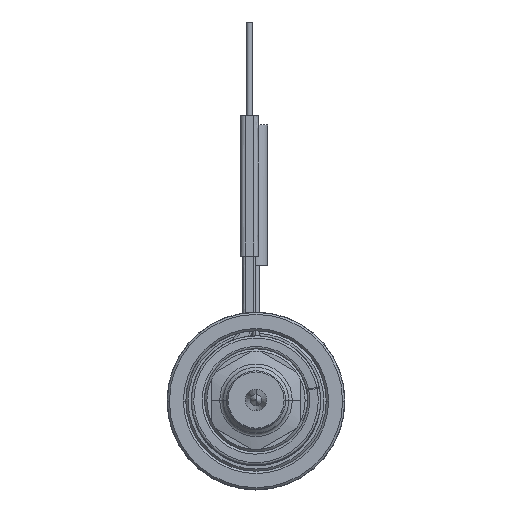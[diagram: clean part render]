
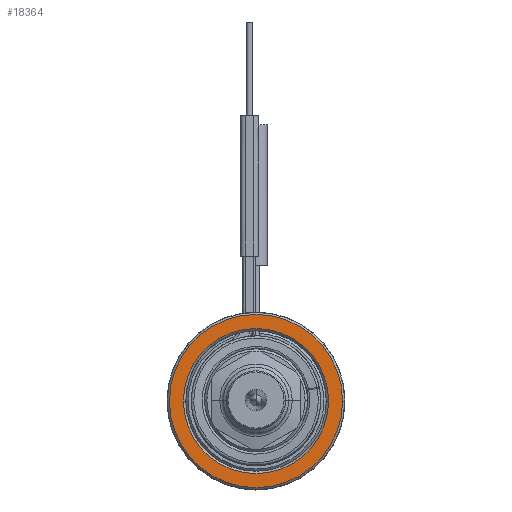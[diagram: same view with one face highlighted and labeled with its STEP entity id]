
A CAD part, top view. The second image highlights one B-rep face of the part: STEP entity #18364.
In plain terms, the highlighted planar face has unit normal (0, 0, 1).
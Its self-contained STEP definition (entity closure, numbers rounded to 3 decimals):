
#6981=CARTESIAN_POINT('',(0.,0.,
35.));
#6982=DIRECTION('',(0.,0.,-1.));
#6983=DIRECTION('',(-1.,0.,0.));
#6984=AXIS2_PLACEMENT_3D('',#6981,#6982,#6983);
#6995=CARTESIAN_POINT('',(0.,0.,
35.));
#6996=DIRECTION('',(0.,0.,-1.));
#6997=DIRECTION('',(1.,0.,0.));
#6998=AXIS2_PLACEMENT_3D('',#6995,#6996,#6997);
#7009=CARTESIAN_POINT('',(0.,0.,35.));
#7010=DIRECTION('',(0.,0.,-1.));
#7011=DIRECTION('',(1.,0.,0.));
#7012=AXIS2_PLACEMENT_3D('',#7009,#7010,#7011);
#7023=CARTESIAN_POINT('',(0.,0.,
35.));
#7024=DIRECTION('',(0.,0.,-1.));
#7025=DIRECTION('',(-1.,0.,0.));
#7026=AXIS2_PLACEMENT_3D('',#7023,#7024,#7025);
#7211=CARTESIAN_POINT('',(18.5,0.,35.));
#7212=CARTESIAN_POINT('',(-18.5,0.,
35.));
#7213=VERTEX_POINT('',#7211);
#7214=VERTEX_POINT('',#7212);
#7215=CARTESIAN_POINT('',(15.5,0.,35.));
#7216=CARTESIAN_POINT('',(-15.5,0.,35.));
#7217=VERTEX_POINT('',#7215);
#7218=VERTEX_POINT('',#7216);
#18349=CARTESIAN_POINT('',(0.,0.,35.));
#18350=DIRECTION('',(0.,0.,1.));
#18351=DIRECTION('',(-1.,0.,0.));
#18352=AXIS2_PLACEMENT_3D('',#18349,#18350,#18351);
#18353=PLANE('',#18352);
#18354=ORIENTED_EDGE('',*,*,#18331,.T.);
#18355=ORIENTED_EDGE('',*,*,#18316,.T.);
#18356=EDGE_LOOP('',(#18354,#18355));
#18357=FACE_OUTER_BOUND('',#18356,.F.);
#18359=ORIENTED_EDGE('',*,*,#18358,.F.);
#18361=ORIENTED_EDGE('',*,*,#18360,.F.);
#18362=EDGE_LOOP('',(#18359,#18361));
#18363=FACE_BOUND('',#18362,.F.);
#6985=CIRCLE('',#6984,18.5);
#6999=CIRCLE('',#6998,18.5);
#7013=CIRCLE('',#7012,15.5);
#7027=CIRCLE('',#7026,15.5);
#18316=EDGE_CURVE('',#7214,#7213,#6985,.T.);
#18331=EDGE_CURVE('',#7213,#7214,#6999,.T.);
#18358=EDGE_CURVE('',#7217,#7218,#7013,.T.);
#18360=EDGE_CURVE('',#7218,#7217,#7027,.T.);
#18364=ADVANCED_FACE('',(#18357,#18363),#18353,.T.);
